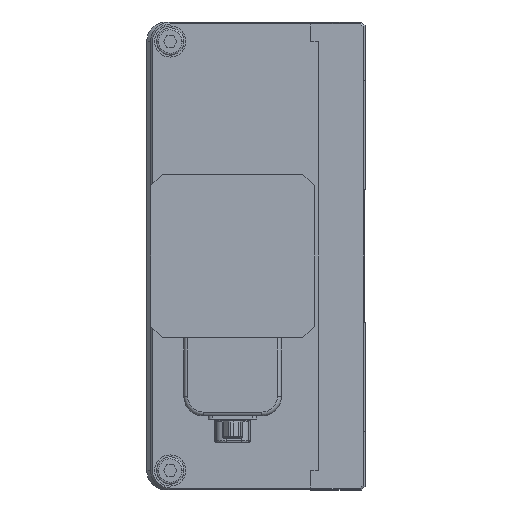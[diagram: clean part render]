
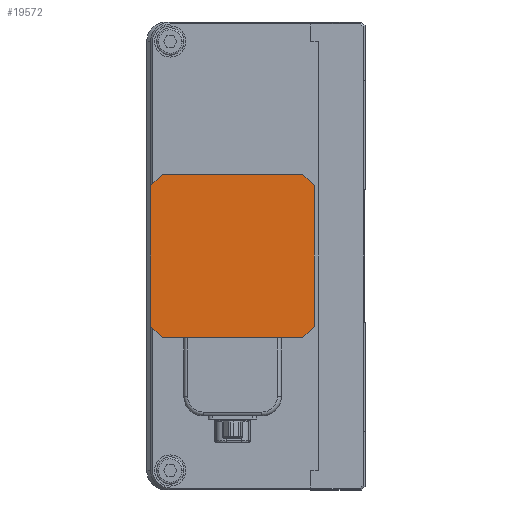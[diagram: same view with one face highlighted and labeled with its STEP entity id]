
A CAD part, left-side view. The second image highlights one B-rep face of the part: STEP entity #19572.
In plain terms, the highlighted planar face has unit normal (-1, 0, 0).
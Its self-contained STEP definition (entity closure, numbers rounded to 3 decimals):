
#469 = DIRECTION ( 'NONE',  ( 0., 0.707, -0.707 ) ) ;
#716 = VERTEX_POINT ( 'NONE', #35475 ) ;
#1303 = VECTOR ( 'NONE', #31998, 1000. ) ;
#1306 = CARTESIAN_POINT ( 'NONE',  ( -154.909, 55., -189.494 ) ) ;
#1945 = CARTESIAN_POINT ( 'NONE',  ( -154.909, 55., -225.494 ) ) ;
#3422 = LINE ( 'NONE', #41126, #37527 ) ;
#5487 = ORIENTED_EDGE ( 'NONE', *, *, #21306, .T. ) ;
#5547 = LINE ( 'NONE', #15623, #31465 ) ;
#7769 = DIRECTION ( 'NONE',  ( 0., 0., -1. ) ) ;
#7950 = ORIENTED_EDGE ( 'NONE', *, *, #35941, .T. ) ;
#8212 = ORIENTED_EDGE ( 'NONE', *, *, #23548, .T. ) ;
#9532 = ORIENTED_EDGE ( 'NONE', *, *, #41826, .T. ) ;
#10177 = LINE ( 'NONE', #16180, #23160 ) ;
#10889 = CARTESIAN_POINT ( 'NONE',  ( -154.909, 16., -186.494 ) ) ;
#11415 = CARTESIAN_POINT ( 'NONE',  ( -154.909, 13., -225.494 ) ) ;
#14094 = EDGE_CURVE ( 'NONE', #33418, #41669, #15843, .T. ) ;
#14214 = CARTESIAN_POINT ( 'NONE',  ( -154.909, 55., -189.494 ) ) ;
#14960 = DIRECTION ( 'NONE',  ( 1., 0., 0. ) ) ;
#15447 = VERTEX_POINT ( 'NONE', #1306 ) ;
#15623 = CARTESIAN_POINT ( 'NONE',  ( -154.909, 55., -228.494 ) ) ;
#15843 = LINE ( 'NONE', #25909, #41665 ) ;
#16180 = CARTESIAN_POINT ( 'NONE',  ( -154.909, 55., -186.494 ) ) ;
#19572 = ADVANCED_FACE ( 'NONE', ( #25218 ), #25264, .F. ) ;
#21281 = ORIENTED_EDGE ( 'NONE', *, *, #37362, .T. ) ;
#21306 = EDGE_CURVE ( 'NONE', #716, #15447, #24655, .T. ) ;
#21425 = ORIENTED_EDGE ( 'NONE', *, *, #14094, .T. ) ;
#21717 = EDGE_LOOP ( 'NONE', ( #7950, #8212, #21281, #24067, #9532, #21425, #34140, #5487 ) ) ;
#21791 = DIRECTION ( 'NONE',  ( 0., 0., 1. ) ) ;
#22042 = AXIS2_PLACEMENT_3D ( 'NONE', #28419, #14960, #21791 ) ;
#22179 = DIRECTION ( 'NONE',  ( 0., 0.707, 0.707 ) ) ;
#22329 = DIRECTION ( 'NONE',  ( 0., -1., 0. ) ) ;
#23160 = VECTOR ( 'NONE', #42267, 1000. ) ;
#23548 = EDGE_CURVE ( 'NONE', #28614, #39816, #38360, .T. ) ;
#24067 = ORIENTED_EDGE ( 'NONE', *, *, #38199, .T. ) ;
#24193 = CARTESIAN_POINT ( 'NONE',  ( -154.909, 13., -189.494 ) ) ;
#24655 = LINE ( 'NONE', #14214, #27716 ) ;
#25218 = FACE_OUTER_BOUND ( 'NONE', #21717, .T. ) ;
#25264 = PLANE ( 'NONE',  #22042 ) ;
#25909 = CARTESIAN_POINT ( 'NONE',  ( -154.909, 16., -186.494 ) ) ;
#25942 = VERTEX_POINT ( 'NONE', #33119 ) ;
#27716 = VECTOR ( 'NONE', #469, 1000. ) ;
#28265 = EDGE_CURVE ( 'NONE', #41669, #716, #10177, .T. ) ;
#28419 = CARTESIAN_POINT ( 'NONE',  ( -154.909, 34., -207.494 ) ) ;
#28614 = VERTEX_POINT ( 'NONE', #1945 ) ;
#28657 = CARTESIAN_POINT ( 'NONE',  ( -154.909, 13., -186.494 ) ) ;
#29046 = VERTEX_POINT ( 'NONE', #30572 ) ;
#29823 = LINE ( 'NONE', #11415, #41644 ) ;
#30255 = CARTESIAN_POINT ( 'NONE',  ( -154.909, 52., -228.494 ) ) ;
#30572 = CARTESIAN_POINT ( 'NONE',  ( -154.909, 16., -228.494 ) ) ;
#30838 = LINE ( 'NONE', #28657, #1303 ) ;
#31465 = VECTOR ( 'NONE', #22329, 1000. ) ;
#31682 = DIRECTION ( 'NONE',  ( 0., -0.707, 0.707 ) ) ;
#31998 = DIRECTION ( 'NONE',  ( 0., 0., 1. ) ) ;
#33119 = CARTESIAN_POINT ( 'NONE',  ( -154.909, 13., -225.494 ) ) ;
#33418 = VERTEX_POINT ( 'NONE', #24193 ) ;
#34140 = ORIENTED_EDGE ( 'NONE', *, *, #28265, .T. ) ;
#35045 = DIRECTION ( 'NONE',  ( 0., -0.707, -0.707 ) ) ;
#35475 = CARTESIAN_POINT ( 'NONE',  ( -154.909, 52., -186.494 ) ) ;
#35941 = EDGE_CURVE ( 'NONE', #15447, #28614, #3422, .T. ) ;
#37362 = EDGE_CURVE ( 'NONE', #39816, #29046, #5547, .T. ) ;
#37527 = VECTOR ( 'NONE', #7769, 1000. ) ;
#38199 = EDGE_CURVE ( 'NONE', #29046, #25942, #29823, .T. ) ;
#38360 = LINE ( 'NONE', #41897, #40399 ) ;
#39816 = VERTEX_POINT ( 'NONE', #30255 ) ;
#40399 = VECTOR ( 'NONE', #35045, 1000. ) ;
#41126 = CARTESIAN_POINT ( 'NONE',  ( -154.909, 55., -186.494 ) ) ;
#41644 = VECTOR ( 'NONE', #31682, 1000. ) ;
#41665 = VECTOR ( 'NONE', #22179, 1000. ) ;
#41669 = VERTEX_POINT ( 'NONE', #10889 ) ;
#41826 = EDGE_CURVE ( 'NONE', #25942, #33418, #30838, .T. ) ;
#41897 = CARTESIAN_POINT ( 'NONE',  ( -154.909, 52., -228.494 ) ) ;
#42267 = DIRECTION ( 'NONE',  ( 0., 1., 0. ) ) ;
